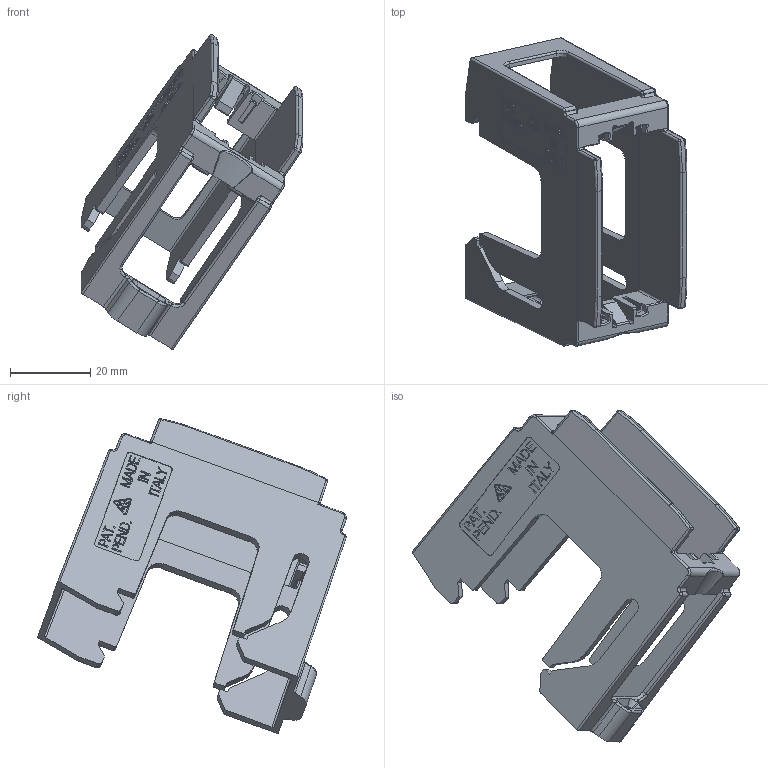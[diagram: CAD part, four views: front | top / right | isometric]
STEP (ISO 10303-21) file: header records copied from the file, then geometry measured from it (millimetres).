
FILE_DESCRIPTION(('CATIA V5 STEP Exchange'),'2;1');
FILE_NAME('53-44.stp','2023-09-25T12:13:50+00:00',('none'),('none'),'CATIA Version 5-6 Release 2016 SP6','CATIA V5 STEP AP203','none');
FILE_SCHEMA(('CONFIG_CONTROL_DESIGN'));
Products named in the file (1): 53-44
Assembly tree (2 placements, depth 2):
  53-44
    #57
    #101
Bounding box: 55.43 x 77.13 x 78.64 mm (x, y, z)
Volume: 14449.1 mm3; surface area: 15726.8 mm2
Topology: 1 solids, 1 shells, 1617 faces, 4465 edges, 2874 vertices
Faces by surface type: plane 1225, cylinder 242, bspline 78, sphere 32, extrusion 20, cone 8, torus 8, revolution 4
Entity records: 53528 total; most frequent: CARTESIAN_POINT 14892, ORIENTED_EDGE 8854, DIRECTION 6435, EDGE_CURVE 4427, VECTOR 3554, LINE 3534, VERTEX_POINT 2870, EDGE_LOOP 1681
